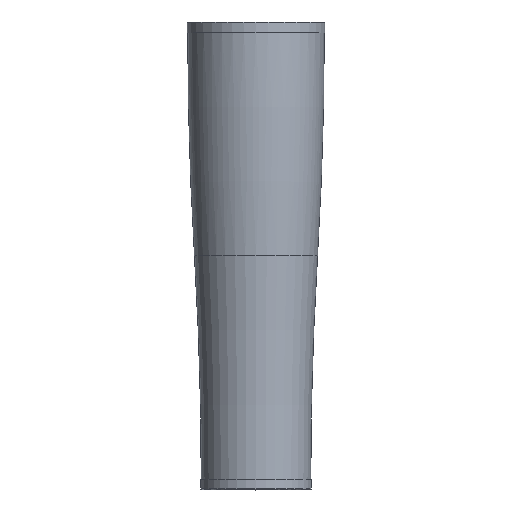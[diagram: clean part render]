
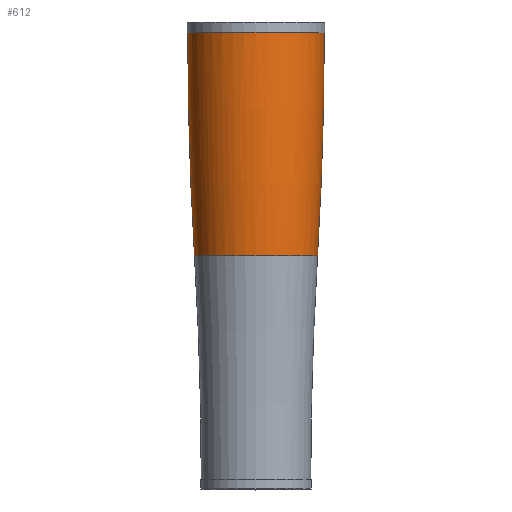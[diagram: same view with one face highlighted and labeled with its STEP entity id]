
A CAD part, top view. The second image highlights one B-rep face of the part: STEP entity #612.
In plain terms, the highlighted toroidal (fillet/blend) face has major radius 1470.6 mm and minor radius 1498.35 mm.
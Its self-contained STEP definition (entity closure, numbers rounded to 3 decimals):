
#24 = CARTESIAN_POINT ( 'NONE',  ( 0., 185.738, 0. ) ) ;
#60 = VERTEX_POINT ( 'NONE', #390 ) ;
#117 = DIRECTION ( 'NONE',  ( 0., 0., 1. ) ) ;
#133 = CARTESIAN_POINT ( 'NONE',  ( 25., 95., 0. ) ) ;
#172 = DIRECTION ( 'NONE',  ( 1., 0., 0. ) ) ;
#179 = AXIS2_PLACEMENT_3D ( 'NONE', #1240, #458, #172 ) ;
#308 = VERTEX_POINT ( 'NONE', #404 ) ;
#349 = DIRECTION ( 'NONE',  ( 0., 0., -1. ) ) ;
#390 = CARTESIAN_POINT ( 'NONE',  ( -27.75, 185.738, 0. ) ) ;
#404 = CARTESIAN_POINT ( 'NONE',  ( -25., 95., 0. ) ) ;
#458 = DIRECTION ( 'NONE',  ( 0., -1., 0. ) ) ;
#467 = CIRCLE ( 'NONE', #1145, 1498.354 ) ;
#500 = DIRECTION ( 'NONE',  ( 1., 0., 0. ) ) ;
#590 = DIRECTION ( 'NONE',  ( 0., -1., 0. ) ) ;
#598 = ORIENTED_EDGE ( 'NONE', *, *, #669, .F. ) ;
#606 = DIRECTION ( 'NONE',  ( 0., -1., 0. ) ) ;
#611 = CIRCLE ( 'NONE', #769, 27.75 ) ;
#612 = ADVANCED_FACE ( 'NONE', ( #707 ), #872, .T. ) ;
#615 = CARTESIAN_POINT ( 'NONE',  ( 1470.604, 185.738, 0. ) ) ;
#618 = DIRECTION ( 'NONE',  ( 1., 0., 0. ) ) ;
#651 = AXIS2_PLACEMENT_3D ( 'NONE', #781, #606, #896 ) ;
#669 = EDGE_CURVE ( 'NONE', #1259, #1273, #467, .T. ) ;
#707 = FACE_OUTER_BOUND ( 'NONE', #777, .T. ) ;
#710 = EDGE_CURVE ( 'NONE', #1273, #308, #739, .T. ) ;
#739 = CIRCLE ( 'NONE', #179, 25. ) ;
#769 = AXIS2_PLACEMENT_3D ( 'NONE', #24, #590, #618 ) ;
#777 = EDGE_LOOP ( 'NONE', ( #1188, #1231, #946, #598 ) ) ;
#781 = CARTESIAN_POINT ( 'NONE',  ( 0., 185.738, 0. ) ) ;
#824 = CARTESIAN_POINT ( 'NONE',  ( -1470.604, 185.738, 0. ) ) ;
#872 = TOROIDAL_SURFACE ( 'NONE', #651, -1470.604, 1498.354 ) ;
#896 = DIRECTION ( 'NONE',  ( 1., 0., 0. ) ) ;
#927 = EDGE_CURVE ( 'NONE', #60, #308, #994, .T. ) ;
#946 = ORIENTED_EDGE ( 'NONE', *, *, #710, .F. ) ;
#994 = CIRCLE ( 'NONE', #1171, 1498.354 ) ;
#1145 = AXIS2_PLACEMENT_3D ( 'NONE', #824, #349, #1150 ) ;
#1150 = DIRECTION ( 'NONE',  ( -1., 0., 0. ) ) ;
#1171 = AXIS2_PLACEMENT_3D ( 'NONE', #615, #117, #500 ) ;
#1188 = ORIENTED_EDGE ( 'NONE', *, *, #1238, .T. ) ;
#1231 = ORIENTED_EDGE ( 'NONE', *, *, #927, .T. ) ;
#1238 = EDGE_CURVE ( 'NONE', #1259, #60, #611, .T. ) ;
#1240 = CARTESIAN_POINT ( 'NONE',  ( 0., 95., 0. ) ) ;
#1259 = VERTEX_POINT ( 'NONE', #1285 ) ;
#1273 = VERTEX_POINT ( 'NONE', #133 ) ;
#1285 = CARTESIAN_POINT ( 'NONE',  ( 27.75, 185.738, 0. ) ) ;
